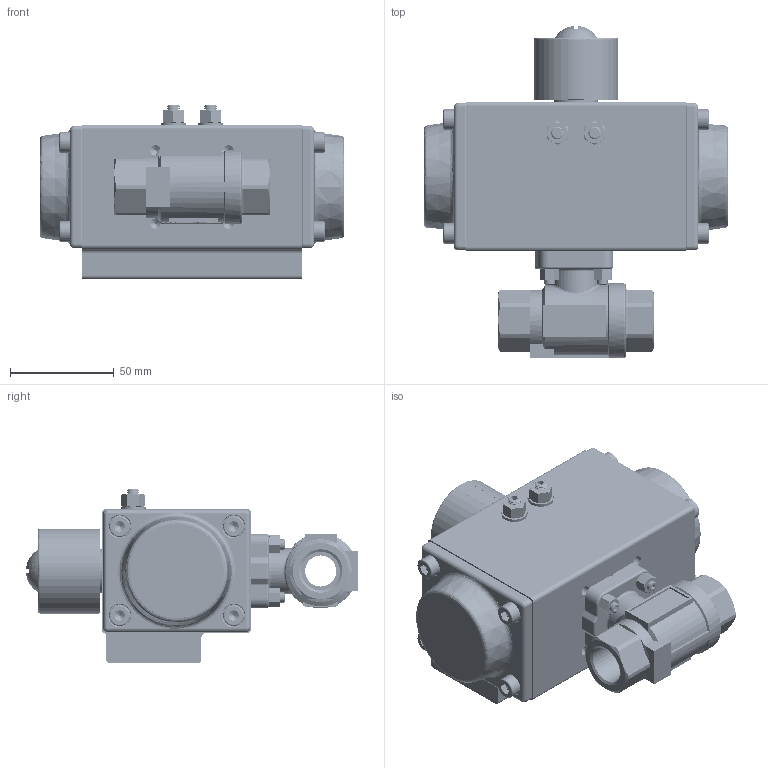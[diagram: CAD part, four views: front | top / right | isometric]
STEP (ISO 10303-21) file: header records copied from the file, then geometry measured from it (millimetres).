
FILE_DESCRIPTION (( 'STEP AP214' ), '1' );
FILE_NAME ('PK02_DN15_EWZ_DVGW.STEP', '2024-01-31T10:46:57', ( '' ), ( '' ), 'SwSTEP 2.0', 'SolidWorks 2021', '' );
FILE_SCHEMA (( 'AUTOMOTIVE_DESIGN' ));
Length unit declared in the file: metre
Products named in the file (30): GD-053-090-V11-FG-SA-Doku_6; GD-053-090-V11-FG-SA-Doku_13; socket set screw flat point_din_DIN 913 - M5 x 25-N; GD-053-090-V11-FG-SA-Doku_15; GD-053-090-V11-FG-SA-Doku_9; hex nut gradec_din_Hexagon Nut ISO 4034 - M5 - N; GD-053-090-V11-FG-SA-Doku_10; GD-053-090-V11-FG-SA-Doku_18; GD-053-090-V11-FG-SA-Doku_2; GD-053-090-V11-FG-SA-Doku_19; AN02_GD-GS-052; GD-053-090-V11-FG-SA-Doku_20; GD-053-090-V11-FG-SA-Doku_16; GD-053-090-V11-FG-SA-Doku_23; GD-053-090-V11-FG-SA-Doku_7; GD-053-090-V11-FG-SA-Doku_21; PK02_DN15_EWZ_DVGW; RED11X09SS; GD-053-090-V11-FG-SA-Doku; GD-053-090-V11-FG-SA-Doku_11; GD-053-090-V11-FG-SA-Doku_24; GD-053-090-V11-FG-SA-Doku_22; GD-053-090-V11-FG-SA-Doku_12; GD-053-090-V11-FG-SA-Doku_17; GD-053-090-V11-FG-SA-Doku_14; GD-053-090-V11-FG-SA-Doku_4; socket set screw flat point_din_DIN 913 - M6 x 16-S; GD-053-090-V11-FG-SA-Doku_5; GD-053-090-V11-FG-SA-Doku_8; GK06_DN15
Assembly tree (36 placements, depth 3):
  PK02_DN15_EWZ_DVGW
    GK06_DN15
    socket set screw flat point_din_DIN 913 - M5 x 25-N  x4
    hex nut gradec_din_Hexagon Nut ISO 4034 - M5 - N  x4
    RED11X09SS
    AN02_GD-GS-052
      GD-053-090-V11-FG-SA-Doku_16
      GD-053-090-V11-FG-SA-Doku_17
      GD-053-090-V11-FG-SA-Doku_2
      GD-053-090-V11-FG-SA-Doku_7
      GD-053-090-V11-FG-SA-Doku_6
      GD-053-090-V11-FG-SA-Doku_24
      GD-053-090-V11-FG-SA-Doku_13
      GD-053-090-V11-FG-SA-Doku_11
      GD-053-090-V11-FG-SA-Doku_22
      GD-053-090-V11-FG-SA-Doku_21
      GD-053-090-V11-FG-SA-Doku_15
      GD-053-090-V11-FG-SA-Doku_12
      GD-053-090-V11-FG-SA-Doku_10
      GD-053-090-V11-FG-SA-Doku_23
      GD-053-090-V11-FG-SA-Doku
      GD-053-090-V11-FG-SA-Doku_9
      GD-053-090-V11-FG-SA-Doku_20
      GD-053-090-V11-FG-SA-Doku_5
      GD-053-090-V11-FG-SA-Doku_14
      GD-053-090-V11-FG-SA-Doku_19
      GD-053-090-V11-FG-SA-Doku_18
      GD-053-090-V11-FG-SA-Doku_8
      GD-053-090-V11-FG-SA-Doku_4
      socket set screw flat point_din_DIN 913 - M6 x 16-S  x2
Bounding box: 147 x 160.15 x 84.2 mm (x, y, z)
Volume: 64619.4 mm3; surface area: 155552.8 mm2
Topology: 13 solids, 2479 shells, 3368 faces, 13554 edges, 12436 vertices
Faces by surface type: bspline 1014, cylinder 996, plane 913, cone 421, torus 20, sphere 4
Entity records: 205542 total; most frequent: CARTESIAN_POINT 102888, DIRECTION 19251, ORIENTED_EDGE 14298, EDGE_CURVE 12722, VERTEX_POINT 12098, AXIS2_PLACEMENT_3D 7245, CIRCLE 5086, VECTOR 4761
